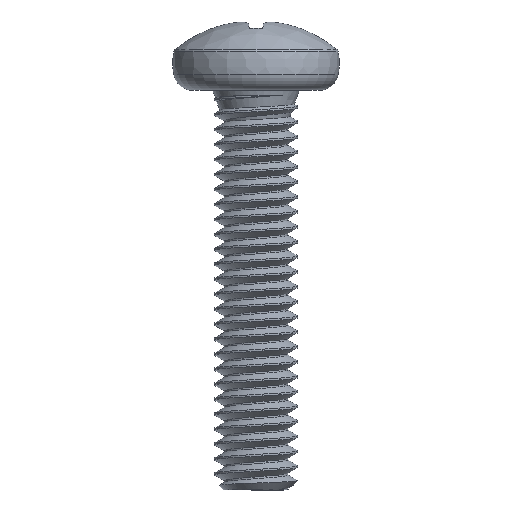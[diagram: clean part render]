
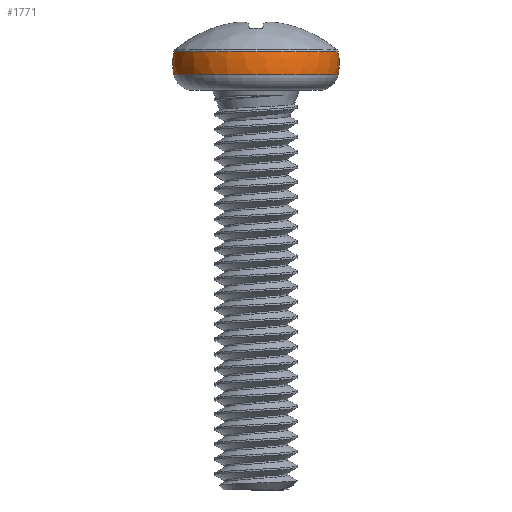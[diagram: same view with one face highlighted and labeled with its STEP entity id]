
A CAD part, left-side view. The second image highlights one B-rep face of the part: STEP entity #1771.
In plain terms, the highlighted toroidal (fillet/blend) face has major radius 0.565 mm and minor radius 1.935 mm.
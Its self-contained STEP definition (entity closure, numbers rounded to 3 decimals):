
#3 = ORIENTED_EDGE ( 'NONE', *, *, #3703, .F. ) ;
#95 = AXIS2_PLACEMENT_3D ( 'NONE', #503, #5848, #6486 ) ;
#253 = CIRCLE ( 'NONE', #2436, 1.935 ) ;
#503 = CARTESIAN_POINT ( 'NONE',  ( 0., 0., 5.766 ) ) ;
#515 = EDGE_LOOP ( 'NONE', ( #3, #1519, #7352, #673 ) ) ;
#673 = ORIENTED_EDGE ( 'NONE', *, *, #4203, .F. ) ;
#1272 = DIRECTION ( 'NONE',  ( 0., 0., 1. ) ) ;
#1322 = CARTESIAN_POINT ( 'NONE',  ( 0., 0., 5.426 ) ) ;
#1512 = EDGE_CURVE ( 'NONE', #4978, #6911, #5027, .T. ) ;
#1519 = ORIENTED_EDGE ( 'NONE', *, *, #6303, .T. ) ;
#1771 = ADVANCED_FACE ( 'NONE', ( #3833 ), #3151, .T. ) ;
#1928 = CARTESIAN_POINT ( 'NONE',  ( 0., -0.565, 5.766 ) ) ;
#2272 = CARTESIAN_POINT ( 'NONE',  ( 0., 2.47, 5.426 ) ) ;
#2436 = AXIS2_PLACEMENT_3D ( 'NONE', #4465, #7504, #7632 ) ;
#2526 = VERTEX_POINT ( 'NONE', #2272 ) ;
#3063 = DIRECTION ( 'NONE',  ( -1., 0., 0. ) ) ;
#3136 = DIRECTION ( 'NONE',  ( 0., 0., 1. ) ) ;
#3151 = TOROIDAL_SURFACE ( 'NONE', #95, 0.565, 1.935 ) ;
#3315 = CARTESIAN_POINT ( 'NONE',  ( 0., 0., 6.105 ) ) ;
#3345 = DIRECTION ( 'NONE',  ( 0., 0., 1. ) ) ;
#3433 = CIRCLE ( 'NONE', #5972, 2.47 ) ;
#3703 = EDGE_CURVE ( 'NONE', #2526, #5945, #253, .T. ) ;
#3833 = FACE_OUTER_BOUND ( 'NONE', #515, .T. ) ;
#3838 = CARTESIAN_POINT ( 'NONE',  ( 0., -2.47, 5.426 ) ) ;
#3968 = DIRECTION ( 'NONE',  ( 0., -1., 0. ) ) ;
#4203 = EDGE_CURVE ( 'NONE', #5945, #6911, #5818, .T. ) ;
#4401 = DIRECTION ( 'NONE',  ( 0., -1., 0. ) ) ;
#4465 = CARTESIAN_POINT ( 'NONE',  ( 0., 0.565, 5.766 ) ) ;
#4978 = VERTEX_POINT ( 'NONE', #3838 ) ;
#5027 = CIRCLE ( 'NONE', #5330, 1.935 ) ;
#5330 = AXIS2_PLACEMENT_3D ( 'NONE', #1928, #3063, #1272 ) ;
#5818 = CIRCLE ( 'NONE', #7533, 2.47 ) ;
#5848 = DIRECTION ( 'NONE',  ( 0., 0., 1. ) ) ;
#5945 = VERTEX_POINT ( 'NONE', #7625 ) ;
#5972 = AXIS2_PLACEMENT_3D ( 'NONE', #1322, #3136, #4401 ) ;
#6303 = EDGE_CURVE ( 'NONE', #2526, #4978, #3433, .T. ) ;
#6486 = DIRECTION ( 'NONE',  ( 0., -1., 0. ) ) ;
#6911 = VERTEX_POINT ( 'NONE', #7061 ) ;
#7061 = CARTESIAN_POINT ( 'NONE',  ( 0., -2.47, 6.105 ) ) ;
#7352 = ORIENTED_EDGE ( 'NONE', *, *, #1512, .T. ) ;
#7504 = DIRECTION ( 'NONE',  ( 1., 0., 0. ) ) ;
#7533 = AXIS2_PLACEMENT_3D ( 'NONE', #3315, #3345, #3968 ) ;
#7625 = CARTESIAN_POINT ( 'NONE',  ( 0., 2.47, 6.105 ) ) ;
#7632 = DIRECTION ( 'NONE',  ( 0., 1., 0. ) ) ;
